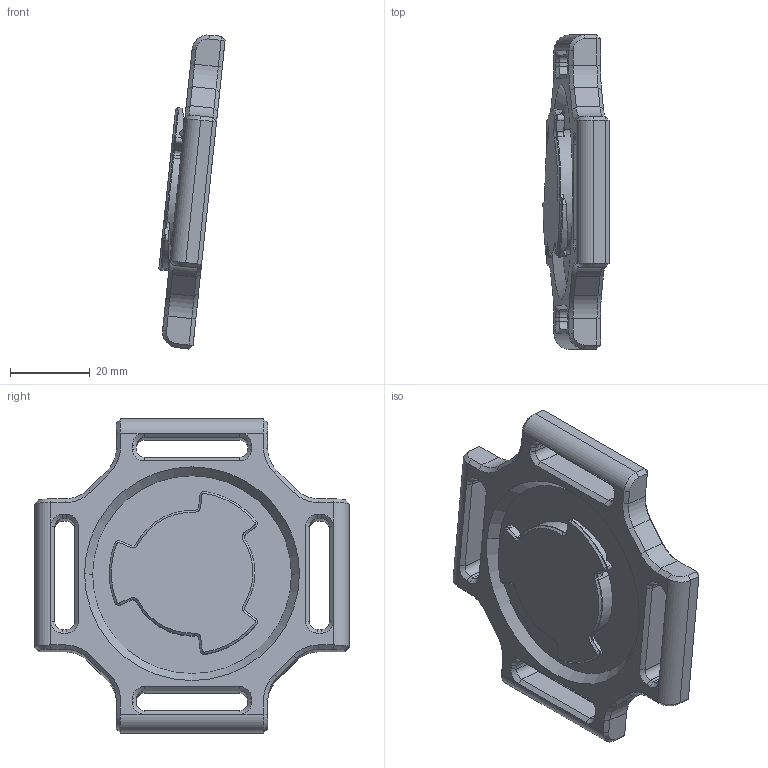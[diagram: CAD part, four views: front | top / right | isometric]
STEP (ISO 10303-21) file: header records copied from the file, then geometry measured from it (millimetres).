
FILE_DESCRIPTION (( 'STEP AP214' ), '1' );
FILE_NAME ('Killswitch_UMM_v3.STEP', '2023-02-24T15:20:13', ( '' ), ( '' ), 'SwSTEP 2.0', 'SolidWorks 2022', '' );
FILE_SCHEMA (( 'AUTOMOTIVE_DESIGN' ));
Length unit declared in the file: millimetre
Products named in the file (1): Killswitch_UMM_v3
Bounding box: 16.61 x 79 x 78.89 mm (x, y, z)
Volume: 31317.9 mm3; surface area: 14910.2 mm2
Topology: 2 solids, 2 shells, 336 faces, 803 edges, 476 vertices
Faces by surface type: plane 163, cone 92, bspline 40, cylinder 37, torus 4
Entity records: 12387 total; most frequent: CARTESIAN_POINT 4996, ORIENTED_EDGE 1606, DIRECTION 1401, EDGE_CURVE 803, AXIS2_PLACEMENT_3D 477, VERTEX_POINT 476, LINE 447, VECTOR 447
